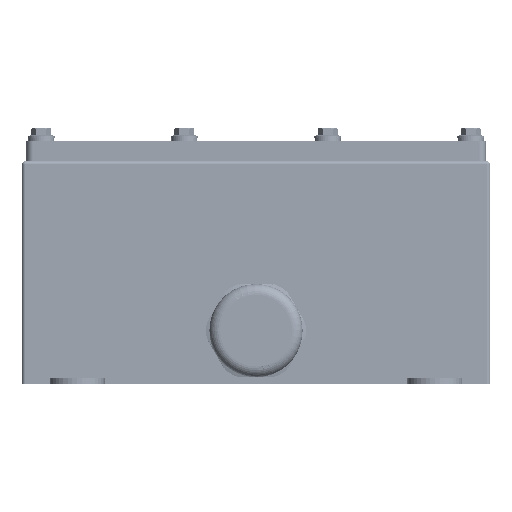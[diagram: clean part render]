
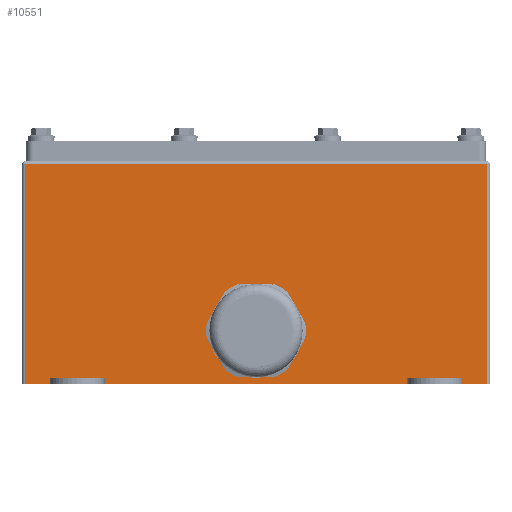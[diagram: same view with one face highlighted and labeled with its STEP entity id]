
A CAD part, front view. The second image highlights one B-rep face of the part: STEP entity #10551.
In plain terms, the highlighted planar face has unit normal (0, -1, 0).
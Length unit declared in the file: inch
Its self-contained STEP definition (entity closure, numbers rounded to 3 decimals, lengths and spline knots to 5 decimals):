
#31 = ORIENTED_EDGE ( 'NONE', *, *, #4922, .F. ) ;
#1735 = CIRCLE ( 'NONE', #25223, 0.74803 ) ;
#2961 = ORIENTED_EDGE ( 'NONE', *, *, #11921, .F. ) ;
#3213 = LINE ( 'NONE', #41973, #48719 ) ;
#3424 = CARTESIAN_POINT ( 'NONE',  ( -4.25, -5.125, 0. ) ) ;
#3551 = ORIENTED_EDGE ( 'NONE', *, *, #91552, .F. ) ;
#3632 = DIRECTION ( 'NONE',  ( 1., 0., 0. ) ) ;
#4171 = VERTEX_POINT ( 'NONE', #53671 ) ;
#4746 = CARTESIAN_POINT ( 'NONE',  ( 3.75, -5.125, 0.1054 ) ) ;
#4792 = VERTEX_POINT ( 'NONE', #4746 ) ;
#4834 = VERTEX_POINT ( 'NONE', #73485 ) ;
#4922 = EDGE_CURVE ( 'NONE', #63794, #4834, #28284, .T. ) ;
#5904 = ORIENTED_EDGE ( 'NONE', *, *, #6117, .T. ) ;
#6117 = EDGE_CURVE ( 'NONE', #4171, #50699, #68685, .T. ) ;
#7428 = CARTESIAN_POINT ( 'NONE',  ( -3.75, -5.125, 0.1054 ) ) ;
#8213 = VERTEX_POINT ( 'NONE', #93451 ) ;
#10389 = CARTESIAN_POINT ( 'NONE',  ( -4.19, -5.125, 4.05 ) ) ;
#10551 = ADVANCED_FACE ( 'NONE', ( #79612, #81047 ), #79127, .F. ) ;
#10881 = VERTEX_POINT ( 'NONE', #77095 ) ;
#11053 = DIRECTION ( 'NONE',  ( 0., 0., -1. ) ) ;
#11921 = EDGE_CURVE ( 'NONE', #78164, #8213, #55107, .T. ) ;
#12797 = CARTESIAN_POINT ( 'NONE',  ( -4.25, -5.125, 4.05 ) ) ;
#13075 = ORIENTED_EDGE ( 'NONE', *, *, #78608, .T. ) ;
#14811 = VECTOR ( 'NONE', #3632, 39.37008 ) ;
#15755 = EDGE_LOOP ( 'NONE', ( #77528, #2961 ) ) ;
#16085 = ORIENTED_EDGE ( 'NONE', *, *, #36143, .T. ) ;
#16574 = CARTESIAN_POINT ( 'NONE',  ( -3.75, -5.125, 0.1054 ) ) ;
#17408 = LINE ( 'NONE', #77319, #81151 ) ;
#19563 = EDGE_CURVE ( 'NONE', #10881, #49103, #63121, .T. ) ;
#21109 = DIRECTION ( 'NONE',  ( 0., 0., 1. ) ) ;
#21871 = LINE ( 'NONE', #51816, #85995 ) ;
#24081 = ORIENTED_EDGE ( 'NONE', *, *, #36628, .T. ) ;
#25223 = AXIS2_PLACEMENT_3D ( 'NONE', #89620, #66977, #43422 ) ;
#25246 = CARTESIAN_POINT ( 'NONE',  ( -4.25, -5.125, 0. ) ) ;
#25924 = CARTESIAN_POINT ( 'NONE',  ( -4.25, -5.125, 3.99 ) ) ;
#25997 = DIRECTION ( 'NONE',  ( 1., 0., 0. ) ) ;
#28284 = LINE ( 'NONE', #66590, #58756 ) ;
#29580 = CARTESIAN_POINT ( 'NONE',  ( 4.19, -5.125, 0. ) ) ;
#30289 = EDGE_CURVE ( 'NONE', #71952, #4171, #76386, .T. ) ;
#32204 = DIRECTION ( 'NONE',  ( -1., 0., 0. ) ) ;
#32393 = ORIENTED_EDGE ( 'NONE', *, *, #30289, .T. ) ;
#33731 = CARTESIAN_POINT ( 'NONE',  ( -4.19, -5.125, 3.99 ) ) ;
#36143 = EDGE_CURVE ( 'NONE', #56812, #4834, #17408, .T. ) ;
#36458 = VECTOR ( 'NONE', #32204, 39.37008 ) ;
#36628 = EDGE_CURVE ( 'NONE', #50699, #57932, #84104, .T. ) ;
#37619 = CARTESIAN_POINT ( 'NONE',  ( 4.19, -5.125, 4.05 ) ) ;
#40751 = LINE ( 'NONE', #3424, #46933 ) ;
#41973 = CARTESIAN_POINT ( 'NONE',  ( 3.75, -5.125, 0.1054 ) ) ;
#42565 = AXIS2_PLACEMENT_3D ( 'NONE', #49653, #57500, #65329 ) ;
#42935 = ORIENTED_EDGE ( 'NONE', *, *, #96610, .F. ) ;
#43422 = DIRECTION ( 'NONE',  ( 0., 0., -1. ) ) ;
#44465 = DIRECTION ( 'NONE',  ( -1., 0., 0. ) ) ;
#44760 = DIRECTION ( 'NONE',  ( 0., 0., -1. ) ) ;
#44976 = VERTEX_POINT ( 'NONE', #97161 ) ;
#46933 = VECTOR ( 'NONE', #25997, 39.37008 ) ;
#47157 = ORIENTED_EDGE ( 'NONE', *, *, #47295, .T. ) ;
#47290 = CARTESIAN_POINT ( 'NONE',  ( -2.75, -5.125, 0. ) ) ;
#47295 = EDGE_CURVE ( 'NONE', #10881, #56812, #93557, .T. ) ;
#47635 = EDGE_LOOP ( 'NONE', ( #67396, #32393, #5904, #24081, #13075, #3551, #87495, #47157, #16085, #31, #42935, #58215 ) ) ;
#47831 = DIRECTION ( 'NONE',  ( 1., 0., 0. ) ) ;
#48719 = VECTOR ( 'NONE', #11053, 39.37008 ) ;
#48822 = CARTESIAN_POINT ( 'NONE',  ( -2.75, -5.125, 0.1054 ) ) ;
#49103 = VERTEX_POINT ( 'NONE', #16574 ) ;
#49653 = CARTESIAN_POINT ( 'NONE',  ( 0., -5.125, 0.98425 ) ) ;
#50699 = VERTEX_POINT ( 'NONE', #33731 ) ;
#51816 = CARTESIAN_POINT ( 'NONE',  ( 3.75, -5.125, 0.1054 ) ) ;
#53671 = CARTESIAN_POINT ( 'NONE',  ( 4.19, -5.125, 3.99 ) ) ;
#53946 = DIRECTION ( 'NONE',  ( -1., 0., 0. ) ) ;
#55107 = CIRCLE ( 'NONE', #42565, 0.74803 ) ;
#55793 = CARTESIAN_POINT ( 'NONE',  ( 0., -5.125, 1.73228 ) ) ;
#56812 = VERTEX_POINT ( 'NONE', #47290 ) ;
#57500 = DIRECTION ( 'NONE',  ( 0., -1., 0. ) ) ;
#57932 = VERTEX_POINT ( 'NONE', #69152 ) ;
#58215 = ORIENTED_EDGE ( 'NONE', *, *, #63243, .T. ) ;
#58756 = VECTOR ( 'NONE', #96585, 39.37008 ) ;
#61946 = VECTOR ( 'NONE', #75901, 39.37008 ) ;
#61996 = CARTESIAN_POINT ( 'NONE',  ( -3.75, -5.125, 0. ) ) ;
#63121 = LINE ( 'NONE', #69537, #36458 ) ;
#63243 = EDGE_CURVE ( 'NONE', #4792, #44976, #3213, .T. ) ;
#63425 = EDGE_CURVE ( 'NONE', #8213, #78164, #1735, .T. ) ;
#63480 = CARTESIAN_POINT ( 'NONE',  ( 2.75, -5.125, 0.1054 ) ) ;
#63794 = VERTEX_POINT ( 'NONE', #63480 ) ;
#63974 = VECTOR ( 'NONE', #87140, 39.37008 ) ;
#64015 = LINE ( 'NONE', #25246, #14811 ) ;
#65329 = DIRECTION ( 'NONE',  ( 0., 0., -1. ) ) ;
#65555 = VECTOR ( 'NONE', #78664, 39.37008 ) ;
#66590 = CARTESIAN_POINT ( 'NONE',  ( 2.75, -5.125, 0.1054 ) ) ;
#66977 = DIRECTION ( 'NONE',  ( 0., -1., 0. ) ) ;
#67396 = ORIENTED_EDGE ( 'NONE', *, *, #84555, .T. ) ;
#68685 = LINE ( 'NONE', #25924, #88690 ) ;
#69152 = CARTESIAN_POINT ( 'NONE',  ( -4.19, -5.125, 0. ) ) ;
#69537 = CARTESIAN_POINT ( 'NONE',  ( -3.75, -5.125, 0.1054 ) ) ;
#71952 = VERTEX_POINT ( 'NONE', #29580 ) ;
#73184 = DIRECTION ( 'NONE',  ( 0., 1., 0. ) ) ;
#73485 = CARTESIAN_POINT ( 'NONE',  ( 2.75, -5.125, 0. ) ) ;
#74467 = VECTOR ( 'NONE', #44760, 39.37008 ) ;
#75901 = DIRECTION ( 'NONE',  ( 0., 0., 1. ) ) ;
#76386 = LINE ( 'NONE', #37619, #61946 ) ;
#77095 = CARTESIAN_POINT ( 'NONE',  ( -2.75, -5.125, 0.1054 ) ) ;
#77319 = CARTESIAN_POINT ( 'NONE',  ( -4.25, -5.125, 0. ) ) ;
#77528 = ORIENTED_EDGE ( 'NONE', *, *, #63425, .F. ) ;
#78164 = VERTEX_POINT ( 'NONE', #55793 ) ;
#78608 = EDGE_CURVE ( 'NONE', #57932, #90587, #64015, .T. ) ;
#78664 = DIRECTION ( 'NONE',  ( 0., 0., -1. ) ) ;
#79127 = PLANE ( 'NONE',  #81275 ) ;
#79612 = FACE_OUTER_BOUND ( 'NONE', #47635, .T. ) ;
#81047 = FACE_BOUND ( 'NONE', #15755, .T. ) ;
#81151 = VECTOR ( 'NONE', #47831, 39.37008 ) ;
#81275 = AXIS2_PLACEMENT_3D ( 'NONE', #12797, #73184, #21109 ) ;
#84104 = LINE ( 'NONE', #10389, #65555 ) ;
#84555 = EDGE_CURVE ( 'NONE', #44976, #71952, #40751, .T. ) ;
#85995 = VECTOR ( 'NONE', #44465, 39.37008 ) ;
#87140 = DIRECTION ( 'NONE',  ( 0., 0., -1. ) ) ;
#87495 = ORIENTED_EDGE ( 'NONE', *, *, #19563, .F. ) ;
#88507 = LINE ( 'NONE', #7428, #74467 ) ;
#88690 = VECTOR ( 'NONE', #53946, 39.37008 ) ;
#89620 = CARTESIAN_POINT ( 'NONE',  ( 0., -5.125, 0.98425 ) ) ;
#90587 = VERTEX_POINT ( 'NONE', #61996 ) ;
#91552 = EDGE_CURVE ( 'NONE', #49103, #90587, #88507, .T. ) ;
#93451 = CARTESIAN_POINT ( 'NONE',  ( 0., -5.125, 0.23622 ) ) ;
#93557 = LINE ( 'NONE', #48822, #63974 ) ;
#96585 = DIRECTION ( 'NONE',  ( 0., 0., -1. ) ) ;
#96610 = EDGE_CURVE ( 'NONE', #4792, #63794, #21871, .T. ) ;
#97161 = CARTESIAN_POINT ( 'NONE',  ( 3.75, -5.125, 0. ) ) ;
